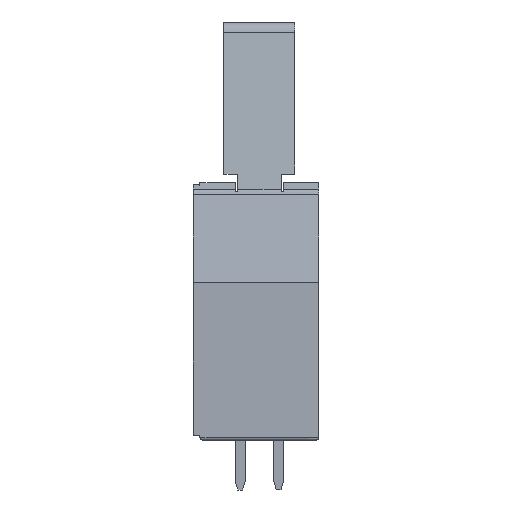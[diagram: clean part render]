
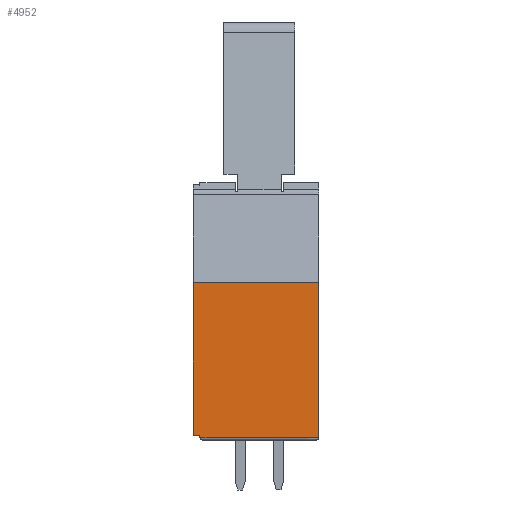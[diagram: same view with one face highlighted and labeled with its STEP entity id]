
A CAD part, left-side view. The second image highlights one B-rep face of the part: STEP entity #4952.
In plain terms, the highlighted planar face has unit normal (-1, 0, 0).
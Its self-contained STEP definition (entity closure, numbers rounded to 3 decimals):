
#4952=ADVANCED_FACE('',(#13671),#13672,.T.);
#5170=VERTEX_POINT('',#13907);
#6482=EDGE_CURVE('',#8852,#9060,#15339,.T.);
#6658=EDGE_CURVE('',#8990,#6720,#15533,.T.);
#6720=VERTEX_POINT('',#15598);
#7632=EDGE_CURVE('',#11486,#8990,#16581,.T.);
#8852=VERTEX_POINT('',#17954);
#8990=VERTEX_POINT('',#18104);
#9060=VERTEX_POINT('',#18180);
#10004=EDGE_CURVE('',#5170,#8852,#19235,.T.);
#10706=EDGE_CURVE('',#9060,#6720,#19995,.T.);
#11486=VERTEX_POINT('',#20863);
#12050=EDGE_CURVE('',#11486,#5170,#21480,.T.);
#13671=FACE_OUTER_BOUND('',#23449,.T.);
#13672=PLANE('',#23450);
#13907=CARTESIAN_POINT('',(-35.0,7.85,0.3));
#15339=LINE('',#25790,#25791);
#15533=LINE('',#26067,#26068);
#15598=CARTESIAN_POINT('',(-35.,0.0,10.4));
#16581=LINE('',#27589,#27590);
#17954=CARTESIAN_POINT('',(-35.0,8.3,0.3));
#18104=CARTESIAN_POINT('',(-35.,0.0,0.15));
#18180=CARTESIAN_POINT('',(-35.,8.3,10.4));
#19235=LINE('',#31441,#31442);
#19995=LINE('',#32536,#32537);
#20863=CARTESIAN_POINT('',(-35.0,7.85,0.15));
#21480=LINE('',#34663,#34664);
#23449=EDGE_LOOP('',(#36880,#36881,#36882,#36883,#36884,#36885));
#23450=AXIS2_PLACEMENT_3D('',#36886,#36887,#36888);
#25790=CARTESIAN_POINT('',(-35.0,8.3,0.0));
#25791=VECTOR('',#38459,1.0);
#26067=CARTESIAN_POINT('',(-35.0,0.,0.0));
#26068=VECTOR('',#38660,1.0);
#27589=CARTESIAN_POINT('',(-35.0,4.15,0.15));
#27590=VECTOR('',#39568,1.0);
#31441=CARTESIAN_POINT('',(-35.0,4.15,0.3));
#31442=VECTOR('',#42366,1.0);
#32536=CARTESIAN_POINT('',(-35.,4.15,10.4));
#32537=VECTOR('',#43076,1.0);
#34663=CARTESIAN_POINT('',(-35.0,7.85,0.15));
#34664=VECTOR('',#44702,1.0);
#36880=ORIENTED_EDGE('',*,*,#12050,.F.);
#36881=ORIENTED_EDGE('',*,*,#7632,.T.);
#36882=ORIENTED_EDGE('',*,*,#6658,.T.);
#36883=ORIENTED_EDGE('',*,*,#10706,.F.);
#36884=ORIENTED_EDGE('',*,*,#6482,.F.);
#36885=ORIENTED_EDGE('',*,*,#10004,.F.);
#36886=CARTESIAN_POINT('',(-35.0,0.,0.0));
#36887=DIRECTION('',(-1.0,0.0,0.0));
#36888=DIRECTION('',(0.0,-1.0,0.0));
#38459=DIRECTION('',(0.0,0.0,1.0));
#38660=DIRECTION('',(0.0,0.0,1.0));
#39568=DIRECTION('',(0.0,-1.0,0.));
#42366=DIRECTION('',(0.0,1.0,0.));
#43076=DIRECTION('',(0.0,-1.0,0.));
#44702=DIRECTION('',(0.0,0.,1.0));
